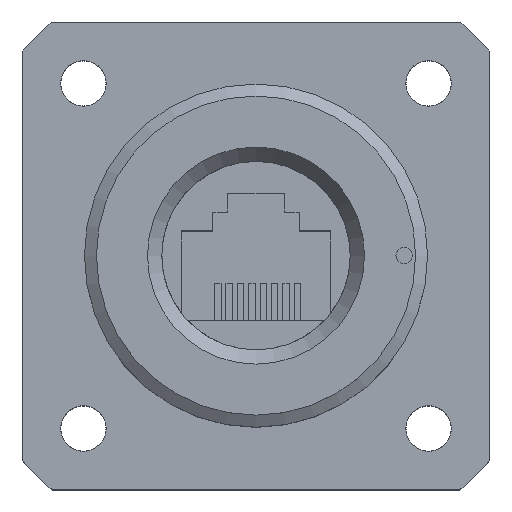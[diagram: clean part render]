
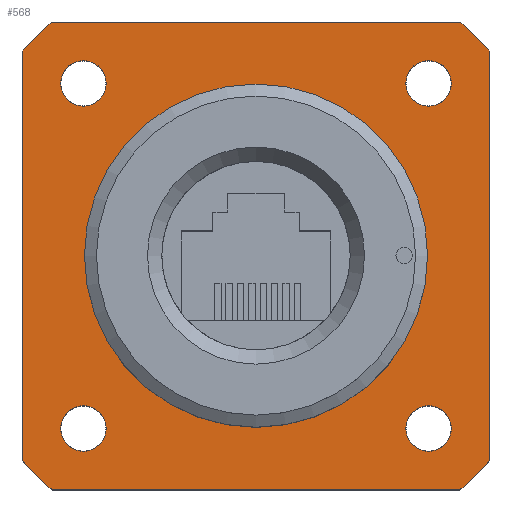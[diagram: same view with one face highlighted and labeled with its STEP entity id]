
A CAD part, top view. The second image highlights one B-rep face of the part: STEP entity #568.
In plain terms, the highlighted planar face has unit normal (0, 0, 1).
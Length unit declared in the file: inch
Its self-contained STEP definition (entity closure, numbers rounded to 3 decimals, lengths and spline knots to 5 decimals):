
#489 = DIRECTION ( 'NONE',  ( 1., 0., 0. ) ) ;
#562 = AXIS2_PLACEMENT_3D ( 'NONE', #7951, #4303, #489 ) ;
#568 = ADVANCED_FACE ( 'NONE', ( #4890, #4443, #6477, #6636, #6469, #6463 ), #6172, .T. ) ;
#660 = CARTESIAN_POINT ( 'NONE',  ( -0.72, -0.6274, -0.675 ) ) ;
#822 = DIRECTION ( 'NONE',  ( 0., 1., 0. ) ) ;
#848 = CIRCLE ( 'NONE', #7004, 0.07 ) ;
#901 = EDGE_CURVE ( 'NONE', #4843, #4843, #5736, .T. ) ;
#966 = CARTESIAN_POINT ( 'NONE',  ( -0.6274, 0.72, -0.675 ) ) ;
#1023 = EDGE_LOOP ( 'NONE', ( #2920 ) ) ;
#1058 = EDGE_LOOP ( 'NONE', ( #1371 ) ) ;
#1245 = EDGE_LOOP ( 'NONE', ( #7641 ) ) ;
#1319 = VERTEX_POINT ( 'NONE', #2462 ) ;
#1371 = ORIENTED_EDGE ( 'NONE', *, *, #7285, .F. ) ;
#1383 = CARTESIAN_POINT ( 'NONE',  ( 0.6274, -0.72, -0.675 ) ) ;
#1406 = CARTESIAN_POINT ( 'NONE',  ( -0.6274, -0.72, -0.675 ) ) ;
#1524 = VERTEX_POINT ( 'NONE', #5027 ) ;
#1625 = AXIS2_PLACEMENT_3D ( 'NONE', #7439, #3726, #8022 ) ;
#1858 = CARTESIAN_POINT ( 'NONE',  ( 0.601, 0.531, -0.675 ) ) ;
#1985 = DIRECTION ( 'NONE',  ( -1., 0., 0. ) ) ;
#2037 = CARTESIAN_POINT ( 'NONE',  ( 0., 0., -0.675 ) ) ;
#2044 = AXIS2_PLACEMENT_3D ( 'NONE', #3484, #7815, #4138 ) ;
#2099 = VERTEX_POINT ( 'NONE', #3732 ) ;
#2176 = CARTESIAN_POINT ( 'NONE',  ( -0.72, -0.6274, -0.675 ) ) ;
#2192 = DIRECTION ( 'NONE',  ( 0., 0., 1. ) ) ;
#2199 = EDGE_CURVE ( 'NONE', #3646, #6268, #2307, .T. ) ;
#2307 = CIRCLE ( 'NONE', #5912, 0.955 ) ;
#2410 = VECTOR ( 'NONE', #1985, 39.37008 ) ;
#2462 = CARTESIAN_POINT ( 'NONE',  ( -0.461, -0.531, -0.675 ) ) ;
#2533 = CIRCLE ( 'NONE', #2859, 0.955 ) ;
#2544 = EDGE_CURVE ( 'NONE', #2602, #7192, #2639, .T. ) ;
#2602 = VERTEX_POINT ( 'NONE', #7796 ) ;
#2615 = DIRECTION ( 'NONE',  ( 1., 0., 0. ) ) ;
#2639 = LINE ( 'NONE', #1406, #6460 ) ;
#2642 = EDGE_CURVE ( 'NONE', #2099, #6948, #2533, .T. ) ;
#2648 = CARTESIAN_POINT ( 'NONE',  ( 0., 0., -0.675 ) ) ;
#2666 = DIRECTION ( 'NONE',  ( 0., 0., 1. ) ) ;
#2696 = DIRECTION ( 'NONE',  ( 1., 0., 0. ) ) ;
#2697 = CARTESIAN_POINT ( 'NONE',  ( 0.72, -0.6274, -0.675 ) ) ;
#2736 = DIRECTION ( 'NONE',  ( 1., 0., 0. ) ) ;
#2780 = CARTESIAN_POINT ( 'NONE',  ( 0., 0., -0.675 ) ) ;
#2797 = EDGE_CURVE ( 'NONE', #5342, #2602, #2887, .T. ) ;
#2859 = AXIS2_PLACEMENT_3D ( 'NONE', #2780, #7133, #3426 ) ;
#2887 = CIRCLE ( 'NONE', #1625, 0.955 ) ;
#2920 = ORIENTED_EDGE ( 'NONE', *, *, #6267, .F. ) ;
#2970 = DIRECTION ( 'NONE',  ( 0., 0., 1. ) ) ;
#3426 = DIRECTION ( 'NONE',  ( 1., 0., 0. ) ) ;
#3448 = EDGE_CURVE ( 'NONE', #7192, #4058, #5837, .T. ) ;
#3484 = CARTESIAN_POINT ( 'NONE',  ( 0., 0., -0.675 ) ) ;
#3536 = LINE ( 'NONE', #660, #4440 ) ;
#3646 = VERTEX_POINT ( 'NONE', #966 ) ;
#3726 = DIRECTION ( 'NONE',  ( 0., 0., 1. ) ) ;
#3732 = CARTESIAN_POINT ( 'NONE',  ( 0.72, 0.6274, -0.675 ) ) ;
#3852 = ORIENTED_EDGE ( 'NONE', *, *, #2797, .T. ) ;
#4058 = VERTEX_POINT ( 'NONE', #6781 ) ;
#4138 = DIRECTION ( 'NONE',  ( 1., 0., 0. ) ) ;
#4247 = ORIENTED_EDGE ( 'NONE', *, *, #7185, .T. ) ;
#4302 = CARTESIAN_POINT ( 'NONE',  ( 0.601, -0.531, -0.675 ) ) ;
#4303 = DIRECTION ( 'NONE',  ( 0., 0., 1. ) ) ;
#4342 = LINE ( 'NONE', #6380, #2410 ) ;
#4410 = ORIENTED_EDGE ( 'NONE', *, *, #2199, .T. ) ;
#4440 = VECTOR ( 'NONE', #5114, 39.37008 ) ;
#4443 = FACE_BOUND ( 'NONE', #5233, .T. ) ;
#4463 = ORIENTED_EDGE ( 'NONE', *, *, #2642, .T. ) ;
#4627 = ORIENTED_EDGE ( 'NONE', *, *, #2544, .T. ) ;
#4687 = EDGE_CURVE ( 'NONE', #6268, #5342, #3536, .T. ) ;
#4843 = VERTEX_POINT ( 'NONE', #4302 ) ;
#4890 = FACE_BOUND ( 'NONE', #1023, .T. ) ;
#4935 = EDGE_LOOP ( 'NONE', ( #5462 ) ) ;
#5027 = CARTESIAN_POINT ( 'NONE',  ( 0.5275, 0., -0.675 ) ) ;
#5101 = EDGE_LOOP ( 'NONE', ( #4463, #4247, #4410, #6975, #3852, #4627, #7728, #6085 ) ) ;
#5114 = DIRECTION ( 'NONE',  ( 0., -1., 0. ) ) ;
#5233 = EDGE_LOOP ( 'NONE', ( #7606 ) ) ;
#5342 = VERTEX_POINT ( 'NONE', #2176 ) ;
#5353 = EDGE_CURVE ( 'NONE', #1524, #1524, #7131, .T. ) ;
#5447 = AXIS2_PLACEMENT_3D ( 'NONE', #7801, #5563, #5992 ) ;
#5462 = ORIENTED_EDGE ( 'NONE', *, *, #5353, .T. ) ;
#5482 = CIRCLE ( 'NONE', #7779, 0.07 ) ;
#5563 = DIRECTION ( 'NONE',  ( 0., 0., 1. ) ) ;
#5736 = CIRCLE ( 'NONE', #5447, 0.07 ) ;
#5754 = VECTOR ( 'NONE', #822, 39.37008 ) ;
#5787 = VERTEX_POINT ( 'NONE', #6262 ) ;
#5837 = CIRCLE ( 'NONE', #7411, 0.955 ) ;
#5912 = AXIS2_PLACEMENT_3D ( 'NONE', #2648, #2192, #2615 ) ;
#5992 = DIRECTION ( 'NONE',  ( 1., 0., 0. ) ) ;
#6085 = ORIENTED_EDGE ( 'NONE', *, *, #6310, .T. ) ;
#6172 = PLANE ( 'NONE',  #7863 ) ;
#6262 = CARTESIAN_POINT ( 'NONE',  ( -0.461, 0.531, -0.675 ) ) ;
#6267 = EDGE_CURVE ( 'NONE', #1319, #1319, #5482, .T. ) ;
#6268 = VERTEX_POINT ( 'NONE', #6374 ) ;
#6310 = EDGE_CURVE ( 'NONE', #4058, #2099, #7358, .T. ) ;
#6374 = CARTESIAN_POINT ( 'NONE',  ( -0.72, 0.6274, -0.675 ) ) ;
#6380 = CARTESIAN_POINT ( 'NONE',  ( -0.6274, 0.72, -0.675 ) ) ;
#6426 = CARTESIAN_POINT ( 'NONE',  ( -0.531, -0.531, -0.675 ) ) ;
#6449 = DIRECTION ( 'NONE',  ( 0., 0., 1. ) ) ;
#6460 = VECTOR ( 'NONE', #2736, 39.37008 ) ;
#6463 = FACE_OUTER_BOUND ( 'NONE', #5101, .T. ) ;
#6469 = FACE_BOUND ( 'NONE', #4935, .T. ) ;
#6477 = FACE_BOUND ( 'NONE', #1058, .T. ) ;
#6538 = CIRCLE ( 'NONE', #562, 0.07 ) ;
#6636 = FACE_BOUND ( 'NONE', #1245, .T. ) ;
#6685 = CARTESIAN_POINT ( 'NONE',  ( 0.531, 0.531, -0.675 ) ) ;
#6781 = CARTESIAN_POINT ( 'NONE',  ( 0.72, -0.6274, -0.675 ) ) ;
#6948 = VERTEX_POINT ( 'NONE', #7936 ) ;
#6975 = ORIENTED_EDGE ( 'NONE', *, *, #4687, .T. ) ;
#7004 = AXIS2_PLACEMENT_3D ( 'NONE', #6685, #2970, #7311 ) ;
#7014 = DIRECTION ( 'NONE',  ( 1., 0., 0. ) ) ;
#7131 = CIRCLE ( 'NONE', #2044, 0.5275 ) ;
#7133 = DIRECTION ( 'NONE',  ( 0., 0., 1. ) ) ;
#7185 = EDGE_CURVE ( 'NONE', #6948, #3646, #4342, .T. ) ;
#7192 = VERTEX_POINT ( 'NONE', #1383 ) ;
#7285 = EDGE_CURVE ( 'NONE', #7384, #7384, #848, .T. ) ;
#7311 = DIRECTION ( 'NONE',  ( 1., 0., 0. ) ) ;
#7358 = LINE ( 'NONE', #2697, #5754 ) ;
#7383 = EDGE_CURVE ( 'NONE', #5787, #5787, #6538, .T. ) ;
#7384 = VERTEX_POINT ( 'NONE', #1858 ) ;
#7411 = AXIS2_PLACEMENT_3D ( 'NONE', #2037, #6449, #2696 ) ;
#7439 = CARTESIAN_POINT ( 'NONE',  ( 0., 0., -0.675 ) ) ;
#7606 = ORIENTED_EDGE ( 'NONE', *, *, #901, .F. ) ;
#7641 = ORIENTED_EDGE ( 'NONE', *, *, #7383, .F. ) ;
#7728 = ORIENTED_EDGE ( 'NONE', *, *, #3448, .T. ) ;
#7747 = CARTESIAN_POINT ( 'NONE',  ( 0., 0., -0.675 ) ) ;
#7779 = AXIS2_PLACEMENT_3D ( 'NONE', #6426, #2666, #7014 ) ;
#7796 = CARTESIAN_POINT ( 'NONE',  ( -0.6274, -0.72, -0.675 ) ) ;
#7801 = CARTESIAN_POINT ( 'NONE',  ( 0.531, -0.531, -0.675 ) ) ;
#7815 = DIRECTION ( 'NONE',  ( 0., 0., -1. ) ) ;
#7863 = AXIS2_PLACEMENT_3D ( 'NONE', #7747, #7910, #8009 ) ;
#7910 = DIRECTION ( 'NONE',  ( 0., 0., 1. ) ) ;
#7936 = CARTESIAN_POINT ( 'NONE',  ( 0.6274, 0.72, -0.675 ) ) ;
#7951 = CARTESIAN_POINT ( 'NONE',  ( -0.531, 0.531, -0.675 ) ) ;
#8009 = DIRECTION ( 'NONE',  ( 1., 0., 0. ) ) ;
#8022 = DIRECTION ( 'NONE',  ( 1., 0., 0. ) ) ;
